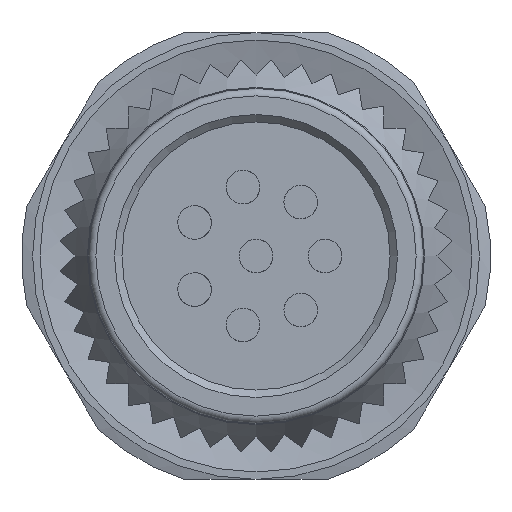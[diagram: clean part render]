
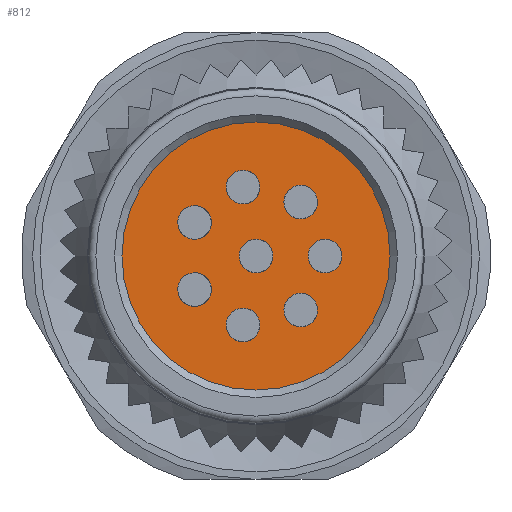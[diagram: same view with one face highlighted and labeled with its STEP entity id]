
A CAD part, left-side view. The second image highlights one B-rep face of the part: STEP entity #812.
In plain terms, the highlighted planar face has unit normal (-1, 0, 0).
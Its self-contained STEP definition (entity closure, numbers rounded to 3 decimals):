
#175=FACE_BOUND('',#1322,.T.);
#176=FACE_BOUND('',#1323,.T.);
#177=FACE_BOUND('',#1324,.T.);
#178=FACE_BOUND('',#1325,.T.);
#179=FACE_BOUND('',#1326,.T.);
#180=FACE_BOUND('',#1327,.T.);
#181=FACE_BOUND('',#1328,.T.);
#182=FACE_BOUND('',#1329,.T.);
#183=FACE_BOUND('',#1330,.T.);
#305=PLANE('',#4159);
#812=ADVANCED_FACE('',(#175,#176,#177,#178,#179,#180,#181,#182,#183),#305,
 .T.);
#1322=EDGE_LOOP('',(#1957));
#1323=EDGE_LOOP('',(#1958));
#1324=EDGE_LOOP('',(#1959));
#1325=EDGE_LOOP('',(#1960));
#1326=EDGE_LOOP('',(#1961));
#1327=EDGE_LOOP('',(#1962));
#1328=EDGE_LOOP('',(#1963));
#1329=EDGE_LOOP('',(#1964));
#1330=EDGE_LOOP('',(#1965));
#1560=CIRCLE('',#4142,0.45);
#1561=CIRCLE('',#4144,0.45);
#1562=CIRCLE('',#4146,0.45);
#1563=CIRCLE('',#4148,0.45);
#1564=CIRCLE('',#4150,0.45);
#1565=CIRCLE('',#4152,0.45);
#1566=CIRCLE('',#4154,0.45);
#1567=CIRCLE('',#4156,0.45);
#1568=CIRCLE('',#4158,3.6);
#1957=ORIENTED_EDGE('',*,*,#3350,.F.);
#1958=ORIENTED_EDGE('',*,*,#3349,.F.);
#1959=ORIENTED_EDGE('',*,*,#3348,.F.);
#1960=ORIENTED_EDGE('',*,*,#3347,.F.);
#1961=ORIENTED_EDGE('',*,*,#3346,.F.);
#1962=ORIENTED_EDGE('',*,*,#3345,.F.);
#1963=ORIENTED_EDGE('',*,*,#3344,.F.);
#1964=ORIENTED_EDGE('',*,*,#3343,.F.);
#1965=ORIENTED_EDGE('',*,*,#3351,.T.);
#2916=VERTEX_POINT('',#5895);
#2917=VERTEX_POINT('',#5898);
#2918=VERTEX_POINT('',#5901);
#2919=VERTEX_POINT('',#5904);
#2920=VERTEX_POINT('',#5907);
#2921=VERTEX_POINT('',#5910);
#2922=VERTEX_POINT('',#5913);
#2923=VERTEX_POINT('',#5916);
#2924=VERTEX_POINT('',#5919);
#3343=EDGE_CURVE('',#2916,#2916,#1560,.T.);
#3344=EDGE_CURVE('',#2917,#2917,#1561,.T.);
#3345=EDGE_CURVE('',#2918,#2918,#1562,.T.);
#3346=EDGE_CURVE('',#2919,#2919,#1563,.T.);
#3347=EDGE_CURVE('',#2920,#2920,#1564,.T.);
#3348=EDGE_CURVE('',#2921,#2921,#1565,.T.);
#3349=EDGE_CURVE('',#2922,#2922,#1566,.T.);
#3350=EDGE_CURVE('',#2923,#2923,#1567,.T.);
#3351=EDGE_CURVE('',#2924,#2924,#1568,.T.);
#4142=AXIS2_PLACEMENT_3D('',#5894,#4745,#4746);
#4144=AXIS2_PLACEMENT_3D('',#5897,#4749,#4750);
#4146=AXIS2_PLACEMENT_3D('',#5900,#4753,#4754);
#4148=AXIS2_PLACEMENT_3D('',#5903,#4757,#4758);
#4150=AXIS2_PLACEMENT_3D('',#5906,#4761,#4762);
#4152=AXIS2_PLACEMENT_3D('',#5909,#4765,#4766);
#4154=AXIS2_PLACEMENT_3D('',#5912,#4769,#4770);
#4156=AXIS2_PLACEMENT_3D('',#5915,#4773,#4774);
#4158=AXIS2_PLACEMENT_3D('',#5918,#4777,#4778);
#4159=AXIS2_PLACEMENT_3D('',#5920,#4779,#4780);
#4745=DIRECTION('',(-1.,0.,0.));
#4746=DIRECTION('',(0.,0.,1.));
#4749=DIRECTION('',(-1.,0.,0.));
#4750=DIRECTION('',(0.,0.,1.));
#4753=DIRECTION('',(-1.,0.,0.));
#4754=DIRECTION('',(0.,0.,1.));
#4757=DIRECTION('',(-1.,0.,0.));
#4758=DIRECTION('',(0.,0.,1.));
#4761=DIRECTION('',(-1.,0.,0.));
#4762=DIRECTION('',(0.,0.,1.));
#4765=DIRECTION('',(-1.,0.,0.));
#4766=DIRECTION('',(0.,0.,1.));
#4769=DIRECTION('',(-1.,0.,0.));
#4770=DIRECTION('',(0.,0.,1.));
#4773=DIRECTION('',(-1.,0.,0.));
#4774=DIRECTION('',(0.,0.,1.));
#4777=DIRECTION('',(-1.,0.,0.));
#4778=DIRECTION('',(0.,0.,1.));
#4779=DIRECTION('',(-1.,0.,0.));
#4780=DIRECTION('',(0.,0.,1.));
#5894=CARTESIAN_POINT('',(0.2,-1.85,0.));
#5895=CARTESIAN_POINT('',(0.2,-1.85,0.45));
#5897=CARTESIAN_POINT('',(0.2,-1.2,-1.45));
#5898=CARTESIAN_POINT('',(0.2,-1.2,-1.));
#5900=CARTESIAN_POINT('',(0.2,0.35,-1.85));
#5901=CARTESIAN_POINT('',(0.2,0.35,-1.4));
#5903=CARTESIAN_POINT('',(0.2,1.65,-0.9));
#5904=CARTESIAN_POINT('',(0.2,1.65,-0.45));
#5906=CARTESIAN_POINT('',(0.2,0.,0.));
#5907=CARTESIAN_POINT('',(0.2,0.,0.45));
#5909=CARTESIAN_POINT('',(0.2,-1.2,1.45));
#5910=CARTESIAN_POINT('',(0.2,-1.2,1.9));
#5912=CARTESIAN_POINT('',(0.2,0.35,1.85));
#5913=CARTESIAN_POINT('',(0.2,0.35,2.3));
#5915=CARTESIAN_POINT('',(0.2,1.65,0.9));
#5916=CARTESIAN_POINT('',(0.2,1.65,1.35));
#5918=CARTESIAN_POINT('',(0.2,0.,0.));
#5919=CARTESIAN_POINT('',(0.2,0.,3.6));
#5920=CARTESIAN_POINT('',(0.2,0.,0.));
